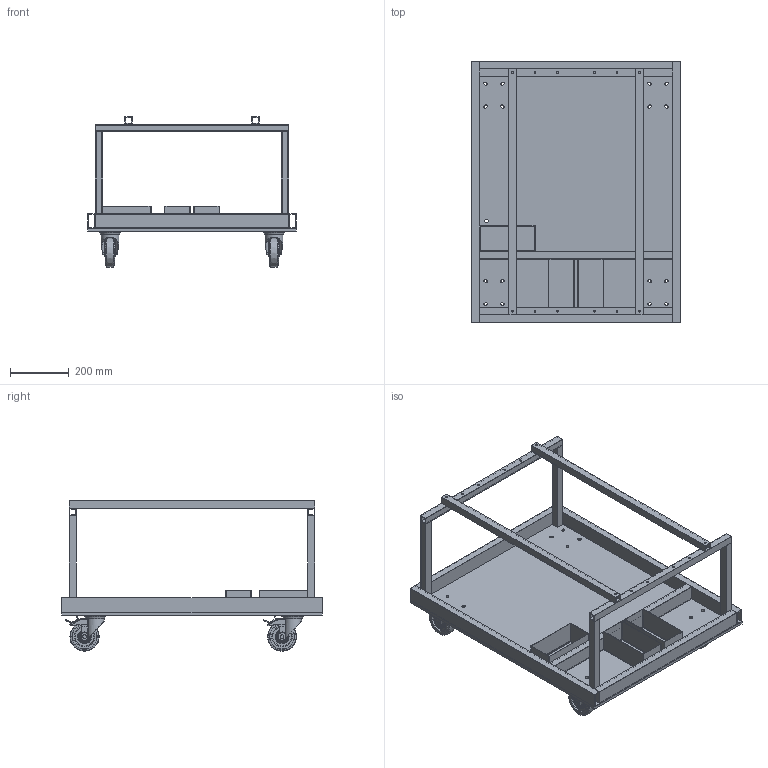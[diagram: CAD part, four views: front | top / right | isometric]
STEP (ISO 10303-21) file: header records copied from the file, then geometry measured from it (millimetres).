
FILE_DESCRIPTION(/* description */ (''),/* implementation_level */ '2;1');
FILE_NAME(/* name */ 'Master v7.step',/* time_stamp */ '2024-08-06T15:55:14-07:00',/* author */ (''),/* organization */ (''),/* preprocessor_version */ 'ST-DEVELOPER v20',/* originating_system */ 'Autodesk Translation Framework v13.14.0.145',/* authorisation */ '');
FILE_SCHEMA (('AUTOMOTIVE_DESIGN { 1 0 10303 214 3 1 1 }'));
Length unit declared in the file: inch
Products named in the file (26): Master; Robot Cart; Cart Base; Floor Part (with casters!); Floor; Casters; 27075T62_Easy-Roll Caster; Casters_1; 27075T62_Easy-Roll Caster_1; Casters_2; 27075T62_Easy-Roll Caster_2; Casters_3; 27075T62_Easy-Roll Caster_3; Component2; Component3; Component4; Component5; Component6; Component7; Base Tube Horiztonal; Battery Box; Upper Cart; Verticle Tube; Horizontal Tube; Tray tube; Base Tube Vertical
Assembly tree (54 placements, depth 8):
  Master
    Robot Cart
      Cart Base
        Base Tube Horiztonal  x3
        Base Tube Vertical  x2
        Floor Part (with casters!)
          Floor
            Casters
              27075T62_Easy-Roll Caster
                Component2
                Component3
                Component4
                Component5
                Component6
                Component7
            Casters_1
              27075T62_Easy-Roll Caster_1
                Component2
                Component3
                Component4
                Component5
                Component6
                Component7
            Casters_2
              27075T62_Easy-Roll Caster_2
                Component2
                Component3
                Component4
                Component5
                Component6
                Component7
            Casters_3
              27075T62_Easy-Roll Caster_3
                Component2
                Component3
                Component4
                Component5
                Component6
                Component7
        Battery Box  x3
      Upper Cart
        Verticle Tube  x4
        Horizontal Tube  x2
        Tray tube  x2
    Base Tube Vertical
Bounding box: 711.2 x 889 x 513.52 mm (x, y, z)
Volume: 10522430.3 mm3; surface area: 4079435.2 mm2
Topology: 42 solids, 42 shells, 1497 faces, 3609 edges, 2254 vertices
Faces by surface type: plane 692, cylinder 445, torus 176, cone 132, bspline 36, sphere 16
Full cylindrical faces by diameter (mm): 6.604 x32, 8.125 x8, 9.36 x8, 11.375 x4, 12.7 x1, 18.6 x4, 27.432 x8, 40.158 x8, 83.236 x8
Entity records: 15588 total; most frequent: CARTESIAN_POINT 3267, DIRECTION 2592, ORIENTED_EDGE 2318, EDGE_CURVE 1159, AXIS2_PLACEMENT_3D 958, VERTEX_POINT 732, LINE 676, VECTOR 676
